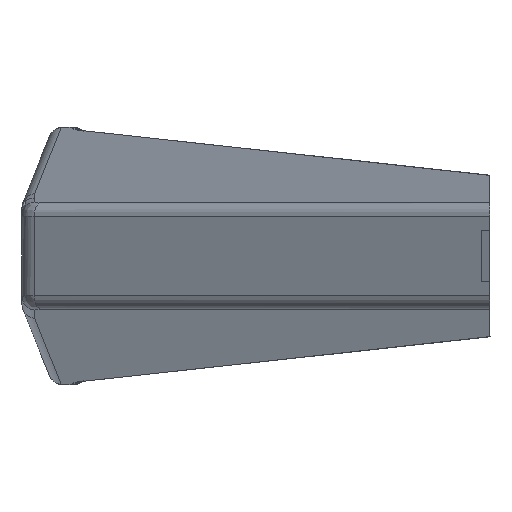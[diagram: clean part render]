
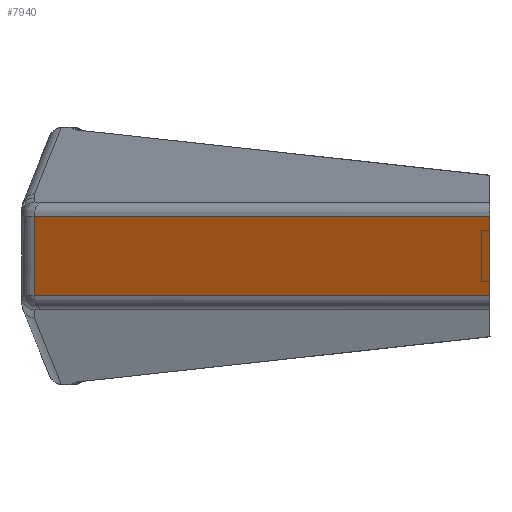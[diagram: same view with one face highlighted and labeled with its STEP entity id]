
A CAD part, left-side view. The second image highlights one B-rep face of the part: STEP entity #7940.
In plain terms, the highlighted planar face has unit normal (-0.848, 0.53, 0).
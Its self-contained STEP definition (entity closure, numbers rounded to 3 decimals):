
#1240=CARTESIAN_POINT('',(-5.258,-27.286,
-2.31));
#1250=VERTEX_POINT('',#1240);
#1280=CARTESIAN_POINT('',(-5.258,-27.286,0.));
#1290=DIRECTION('',(0.,0.,-1.));
#1300=VECTOR('',#1290,1.);
#1310=LINE('',#1280,#1300);
#1320=CARTESIAN_POINT('',(-5.258,-27.286,
2.31));
#1330=VERTEX_POINT('',#1320);
#1340=EDGE_CURVE('',#1330,#1250,#1310,.T.);
#7640=CARTESIAN_POINT('',(-6.954,-30.,-60.));
#7650=DIRECTION('',(0.848,-0.53,0.));
#7660=DIRECTION('',(0.53,0.848,0.));
#7670=AXIS2_PLACEMENT_3D('',#7640,#7650,#7660);
#7680=PLANE('',#7670);
#7690=CARTESIAN_POINT('',(11.351,-0.705,0.));
#7700=DIRECTION('',(0.,0.,1.));
#7710=VECTOR('',#7700,1.);
#7720=LINE('',#7690,#7710);
#7730=CARTESIAN_POINT('',(11.351,-0.705,
-2.31));
#7740=VERTEX_POINT('',#7730);
#7750=CARTESIAN_POINT('',(11.351,-0.705,
2.31));
#7760=VERTEX_POINT('',#7750);
#7770=EDGE_CURVE('',#7740,#7760,#7720,.T.);
#7780=ORIENTED_EDGE('',*,*,#7770,.F.);
#7790=CARTESIAN_POINT('',(12.057,0.424,
2.31));
#7800=DIRECTION('',(0.53,0.848,
0.));
#7810=VECTOR('',#7800,1.);
#7820=LINE('',#7790,#7810);
#7830=EDGE_CURVE('',#1330,#7760,#7820,.T.);
#7840=ORIENTED_EDGE('',*,*,#7830,.T.);
#7850=ORIENTED_EDGE('',*,*,#1340,.F.);
#7860=CARTESIAN_POINT('',(3.046,-13.996,
-2.31));
#7870=DIRECTION('',(0.53,0.848,
0.));
#7880=VECTOR('',#7870,1.);
#7890=LINE('',#7860,#7880);
#7900=EDGE_CURVE('',#1250,#7740,#7890,.T.);
#7910=ORIENTED_EDGE('',*,*,#7900,.F.);
#7920=EDGE_LOOP('',(#7910,#7850,#7840,#7780));
#7930=FACE_OUTER_BOUND('',#7920,.T.);
#7940=ADVANCED_FACE('',(#7930),#7680,.F.);
